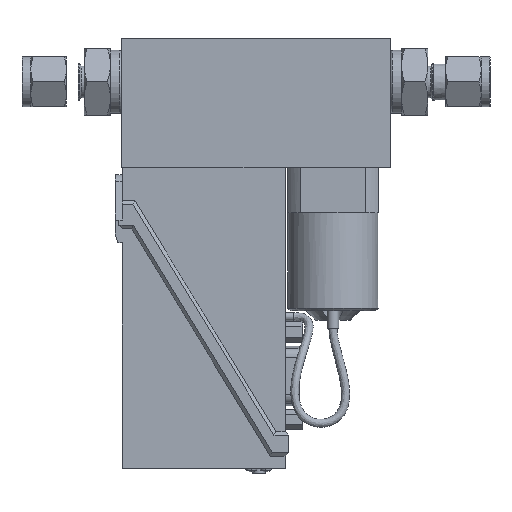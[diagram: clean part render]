
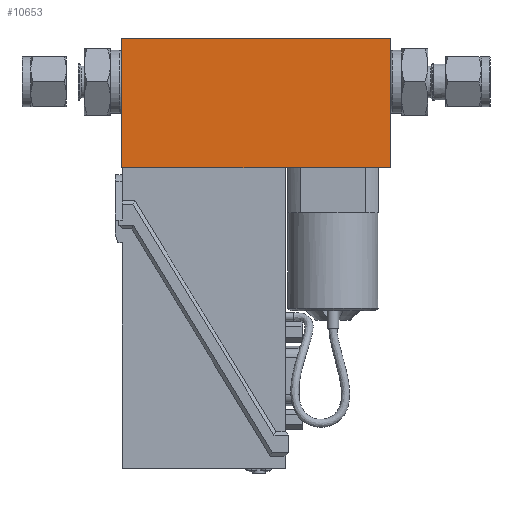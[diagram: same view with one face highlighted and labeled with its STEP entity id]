
A CAD part, front view. The second image highlights one B-rep face of the part: STEP entity #10653.
In plain terms, the highlighted planar face has unit normal (0, -1, 0).
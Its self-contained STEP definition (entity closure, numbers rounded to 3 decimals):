
#849=PLANE('',#11508);
#1308=FACE_OUTER_BOUND('',#1983,.T.);
#1983=EDGE_LOOP('',(#8199,#8200,#8201,#8202,#8203,#8204));
#3072=LINE('',#15973,#3954);
#3099=LINE('',#16311,#3981);
#3104=LINE('',#16350,#3986);
#3135=LINE('',#16518,#4017);
#3136=LINE('',#16520,#4018);
#3137=LINE('',#16521,#4019);
#3954=VECTOR('',#12851,10.);
#3981=VECTOR('',#13072,10.);
#3986=VECTOR('',#13115,10.);
#4017=VECTOR('',#13214,10.);
#4018=VECTOR('',#13215,10.);
#4019=VECTOR('',#13216,10.);
#4871=VERTEX_POINT('',#15970);
#4872=VERTEX_POINT('',#15972);
#4939=VERTEX_POINT('',#16304);
#4942=VERTEX_POINT('',#16309);
#5002=VERTEX_POINT('',#16517);
#5003=VERTEX_POINT('',#16519);
#5976=EDGE_CURVE('',#4872,#4871,#3072,.T.);
#6094=EDGE_CURVE('',#4942,#4939,#3099,.T.);
#6113=EDGE_CURVE('',#4871,#4939,#3104,.T.);
#6174=EDGE_CURVE('',#5002,#4942,#3135,.T.);
#6175=EDGE_CURVE('',#5003,#5002,#3136,.T.);
#6176=EDGE_CURVE('',#4872,#5003,#3137,.T.);
#8199=ORIENTED_EDGE('',*,*,#6113,.T.);
#8200=ORIENTED_EDGE('',*,*,#6094,.F.);
#8201=ORIENTED_EDGE('',*,*,#6174,.F.);
#8202=ORIENTED_EDGE('',*,*,#6175,.F.);
#8203=ORIENTED_EDGE('',*,*,#6176,.F.);
#8204=ORIENTED_EDGE('',*,*,#5976,.T.);
#10653=ADVANCED_FACE('',(#1308),#849,.T.);
#11508=AXIS2_PLACEMENT_3D('',#16516,#13212,#13213);
#12851=DIRECTION('',(0.,0.,1.));
#13072=DIRECTION('',(0.,0.,1.));
#13115=DIRECTION('',(-1.,0.,0.));
#13212=DIRECTION('center_axis',(0.,-1.,0.));
#13213=DIRECTION('ref_axis',(0.,0.,-1.));
#13214=DIRECTION('',(-1.,0.,0.));
#13215=DIRECTION('',(-1.,0.,0.));
#13216=DIRECTION('',(-1.,0.,0.));
#15970=CARTESIAN_POINT('',(38.5,-12.5,37.));
#15972=CARTESIAN_POINT('',(38.5,-12.5,0.));
#15973=CARTESIAN_POINT('',(38.5,-12.5,0.));
#16304=CARTESIAN_POINT('',(-38.5,-12.5,37.));
#16309=CARTESIAN_POINT('',(-38.5,-12.5,0.));
#16311=CARTESIAN_POINT('',(-38.5,-12.5,0.));
#16350=CARTESIAN_POINT('',(38.5,-12.5,37.));
#16516=CARTESIAN_POINT('Origin',(38.5,-12.5,0.));
#16517=CARTESIAN_POINT('',(12.093,-12.5,0.));
#16518=CARTESIAN_POINT('',(38.5,-12.5,0.));
#16519=CARTESIAN_POINT('',(31.907,-12.5,0.));
#16520=CARTESIAN_POINT('',(38.5,-12.5,0.));
#16521=CARTESIAN_POINT('',(38.5,-12.5,0.));
